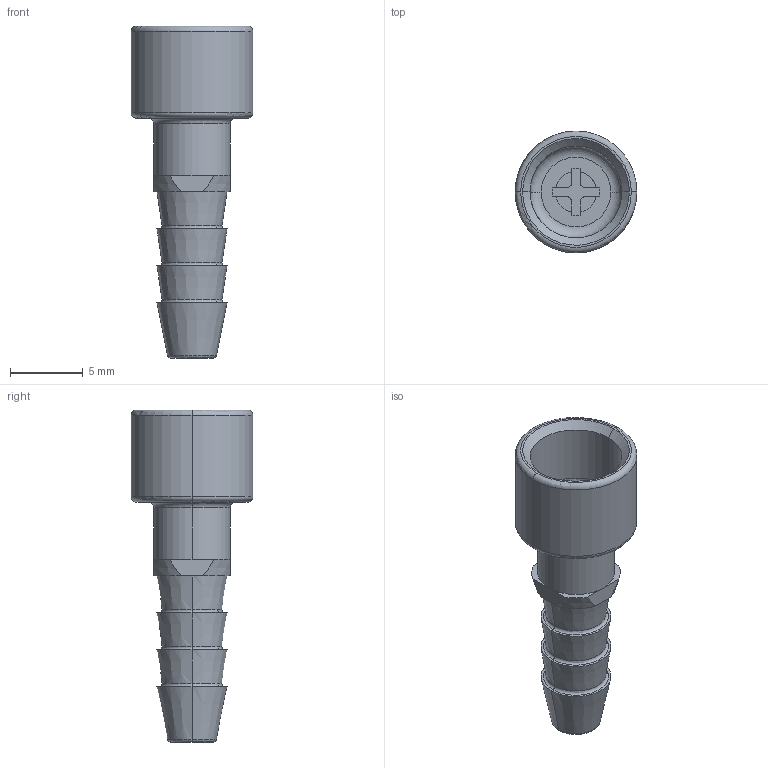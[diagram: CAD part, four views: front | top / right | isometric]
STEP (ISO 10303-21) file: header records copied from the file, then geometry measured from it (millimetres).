
FILE_DESCRIPTION(('CATIA V5 STEP Exchange','CAx-IF Rec.Pracs.--- Model Styling and Organization---1.4--- 2014-01-23'),'2;1');
FILE_NAME ('704234-4_2', '2020-10-22T11:02:08+00:00', ('none'), ('Weidmueller'), 'CATIA Version 5-6 Release 2016 SP3 HF44', 'CATIA V5 STEP AP214', 'none');
FILE_SCHEMA(('AUTOMOTIVE_DESIGN { 1 0 10303 214 1 1 1 1 }'));
Length unit declared in the file: millimetre
Products named in the file (1): 2637430000
Bounding box: 8.38 x 8.38 x 22.86 mm (x, y, z)
Volume: 407.9 mm3; surface area: 766 mm2
Topology: 1 solids, 1 shells, 101 faces, 244 edges, 154 vertices
Faces by surface type: plane 43, cylinder 26, cone 16, torus 16
Entity records: 3230 total; most frequent: CARTESIAN_POINT 1084, ORIENTED_EDGE 488, DIRECTION 360, EDGE_CURVE 244, VERTEX_POINT 154, AXIS2_PLACEMENT_3D 147, VECTOR 113, LINE 113
